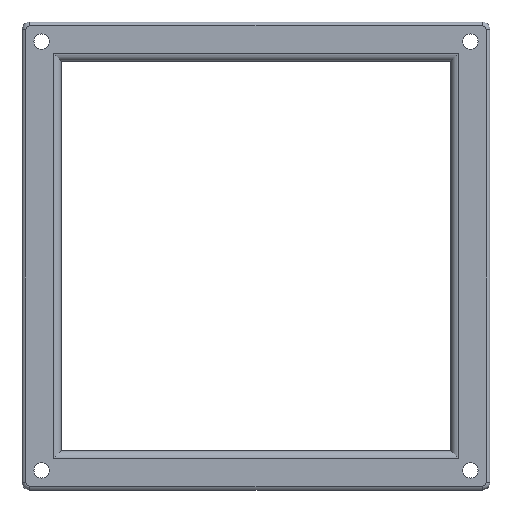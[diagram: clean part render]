
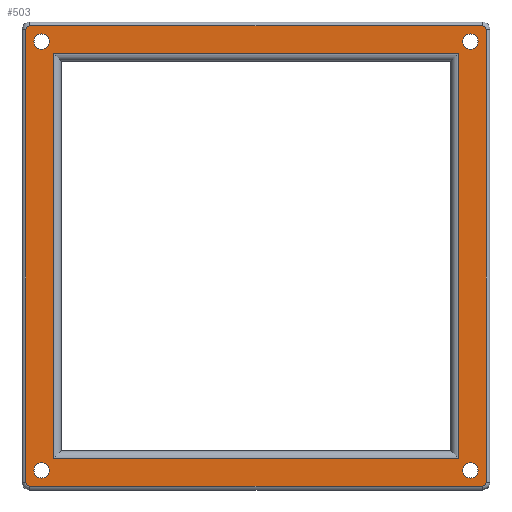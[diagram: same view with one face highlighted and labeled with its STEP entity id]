
A CAD part, top view. The second image highlights one B-rep face of the part: STEP entity #503.
In plain terms, the highlighted planar face has unit normal (0, 0, 1).
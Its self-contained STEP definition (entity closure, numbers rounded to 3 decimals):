
#19=FACE_BOUND('',#104,.T.);
#20=FACE_BOUND('',#105,.T.);
#21=FACE_BOUND('',#106,.T.);
#22=FACE_BOUND('',#107,.T.);
#23=FACE_BOUND('',#108,.T.);
#29=CIRCLE('',#540,1.);
#30=CIRCLE('',#541,1.);
#31=CIRCLE('',#542,1.);
#32=CIRCLE('',#543,1.);
#33=CIRCLE('',#544,1.95);
#34=CIRCLE('',#545,1.95);
#35=CIRCLE('',#546,1.95);
#36=CIRCLE('',#547,1.95);
#59=PLANE('',#539);
#73=FACE_OUTER_BOUND('',#103,.T.);
#103=EDGE_LOOP('',(#361,#362,#363,#364,#365,#366,#367,#368));
#104=EDGE_LOOP('',(#369));
#105=EDGE_LOOP('',(#370));
#106=EDGE_LOOP('',(#371));
#107=EDGE_LOOP('',(#372));
#108=EDGE_LOOP('',(#373,#374,#375,#376));
#141=LINE('',#749,#181);
#143=LINE('',#757,#183);
#145=LINE('',#763,#185);
#148=LINE('',#769,#188);
#154=LINE('',#783,#194);
#155=LINE('',#787,#195);
#156=LINE('',#791,#196);
#157=LINE('',#795,#197);
#181=VECTOR('',#591,10.);
#183=VECTOR('',#599,10.);
#185=VECTOR('',#605,10.);
#188=VECTOR('',#612,10.);
#194=VECTOR('',#624,10.);
#195=VECTOR('',#627,10.);
#196=VECTOR('',#630,10.);
#197=VECTOR('',#633,10.);
#221=VERTEX_POINT('',#747);
#222=VERTEX_POINT('',#748);
#225=VERTEX_POINT('',#756);
#227=VERTEX_POINT('',#762);
#232=VERTEX_POINT('',#781);
#233=VERTEX_POINT('',#782);
#234=VERTEX_POINT('',#784);
#235=VERTEX_POINT('',#786);
#236=VERTEX_POINT('',#788);
#237=VERTEX_POINT('',#790);
#238=VERTEX_POINT('',#792);
#239=VERTEX_POINT('',#794);
#240=VERTEX_POINT('',#797);
#241=VERTEX_POINT('',#799);
#242=VERTEX_POINT('',#801);
#243=VERTEX_POINT('',#803);
#265=EDGE_CURVE('',#221,#222,#141,.T.);
#269=EDGE_CURVE('',#222,#225,#143,.T.);
#272=EDGE_CURVE('',#225,#227,#145,.T.);
#276=EDGE_CURVE('',#227,#221,#148,.T.);
#282=EDGE_CURVE('',#232,#233,#154,.T.);
#283=EDGE_CURVE('',#234,#232,#29,.T.);
#284=EDGE_CURVE('',#235,#234,#155,.T.);
#285=EDGE_CURVE('',#236,#235,#30,.T.);
#286=EDGE_CURVE('',#237,#236,#156,.T.);
#287=EDGE_CURVE('',#238,#237,#31,.T.);
#288=EDGE_CURVE('',#239,#238,#157,.T.);
#289=EDGE_CURVE('',#233,#239,#32,.T.);
#290=EDGE_CURVE('',#240,#240,#33,.T.);
#291=EDGE_CURVE('',#241,#241,#34,.T.);
#292=EDGE_CURVE('',#242,#242,#35,.T.);
#293=EDGE_CURVE('',#243,#243,#36,.T.);
#361=ORIENTED_EDGE('',*,*,#282,.F.);
#362=ORIENTED_EDGE('',*,*,#283,.F.);
#363=ORIENTED_EDGE('',*,*,#284,.F.);
#364=ORIENTED_EDGE('',*,*,#285,.F.);
#365=ORIENTED_EDGE('',*,*,#286,.F.);
#366=ORIENTED_EDGE('',*,*,#287,.F.);
#367=ORIENTED_EDGE('',*,*,#288,.F.);
#368=ORIENTED_EDGE('',*,*,#289,.F.);
#369=ORIENTED_EDGE('',*,*,#290,.T.);
#370=ORIENTED_EDGE('',*,*,#291,.T.);
#371=ORIENTED_EDGE('',*,*,#292,.T.);
#372=ORIENTED_EDGE('',*,*,#293,.T.);
#373=ORIENTED_EDGE('',*,*,#265,.F.);
#374=ORIENTED_EDGE('',*,*,#276,.F.);
#375=ORIENTED_EDGE('',*,*,#272,.F.);
#376=ORIENTED_EDGE('',*,*,#269,.F.);
#503=ADVANCED_FACE('',(#73,#19,#20,#21,#22,#23),#59,.T.);
#539=AXIS2_PLACEMENT_3D('',#780,#622,#623);
#540=AXIS2_PLACEMENT_3D('',#785,#625,#626);
#541=AXIS2_PLACEMENT_3D('',#789,#628,#629);
#542=AXIS2_PLACEMENT_3D('',#793,#631,#632);
#543=AXIS2_PLACEMENT_3D('',#796,#634,#635);
#544=AXIS2_PLACEMENT_3D('',#798,#636,#637);
#545=AXIS2_PLACEMENT_3D('',#800,#638,#639);
#546=AXIS2_PLACEMENT_3D('',#802,#640,#641);
#547=AXIS2_PLACEMENT_3D('',#804,#642,#643);
#591=DIRECTION('',(0.,1.,0.));
#599=DIRECTION('',(-1.,0.,0.));
#605=DIRECTION('',(0.,-1.,0.));
#612=DIRECTION('',(1.,0.,0.));
#622=DIRECTION('center_axis',(0.,0.,1.));
#623=DIRECTION('ref_axis',(-1.,0.,0.));
#624=DIRECTION('',(0.,-1.,0.));
#625=DIRECTION('center_axis',(0.,0.,-1.));
#626=DIRECTION('ref_axis',(0.707,0.707,0.));
#627=DIRECTION('',(1.,0.,0.));
#628=DIRECTION('center_axis',(0.,0.,-1.));
#629=DIRECTION('ref_axis',(-0.707,0.707,0.));
#630=DIRECTION('',(0.,1.,0.));
#631=DIRECTION('center_axis',(0.,0.,-1.));
#632=DIRECTION('ref_axis',(-0.707,-0.707,0.));
#633=DIRECTION('',(-1.,0.,0.));
#634=DIRECTION('center_axis',(0.,0.,-1.));
#635=DIRECTION('ref_axis',(0.707,-0.707,0.));
#636=DIRECTION('center_axis',(0.,0.,-1.));
#637=DIRECTION('ref_axis',(-1.,0.,0.));
#638=DIRECTION('center_axis',(0.,0.,-1.));
#639=DIRECTION('ref_axis',(-1.,0.,0.));
#640=DIRECTION('center_axis',(0.,0.,-1.));
#641=DIRECTION('ref_axis',(-1.,0.,0.));
#642=DIRECTION('center_axis',(0.,0.,-1.));
#643=DIRECTION('ref_axis',(-1.,0.,0.));
#747=CARTESIAN_POINT('',(101.55,-101.55,10.4));
#748=CARTESIAN_POINT('',(101.55,2.,10.4));
#749=CARTESIAN_POINT('',(101.55,-24.888,10.4));
#756=CARTESIAN_POINT('',(-2.,2.,10.4));
#757=CARTESIAN_POINT('',(24.888,2.,10.4));
#762=CARTESIAN_POINT('',(-2.,-101.55,10.4));
#763=CARTESIAN_POINT('',(-2.,-74.663,10.4));
#769=CARTESIAN_POINT('',(74.663,-101.55,10.4));
#780=CARTESIAN_POINT('Origin',(49.775,-49.775,10.4));
#781=CARTESIAN_POINT('',(108.55,8.,10.4));
#782=CARTESIAN_POINT('',(108.55,-107.55,10.4));
#783=CARTESIAN_POINT('',(108.55,-79.663,10.4));
#784=CARTESIAN_POINT('',(107.55,9.,10.4));
#785=CARTESIAN_POINT('Origin',(107.55,8.,10.4));
#786=CARTESIAN_POINT('',(-8.,9.,10.4));
#787=CARTESIAN_POINT('',(79.663,9.,10.4));
#788=CARTESIAN_POINT('',(-9.,8.,10.4));
#789=CARTESIAN_POINT('Origin',(-8.,8.,10.4));
#790=CARTESIAN_POINT('',(-9.,-107.55,10.4));
#791=CARTESIAN_POINT('',(-9.,-19.888,10.4));
#792=CARTESIAN_POINT('',(-8.,-108.55,10.4));
#793=CARTESIAN_POINT('Origin',(-8.,-107.55,10.4));
#794=CARTESIAN_POINT('',(107.55,-108.55,10.4));
#795=CARTESIAN_POINT('',(19.888,-108.55,10.4));
#796=CARTESIAN_POINT('Origin',(107.55,-107.55,10.4));
#797=CARTESIAN_POINT('',(106.5,5.,10.4));
#798=CARTESIAN_POINT('Origin',(104.55,5.,10.4));
#799=CARTESIAN_POINT('',(106.5,-104.55,10.4));
#800=CARTESIAN_POINT('Origin',(104.55,-104.55,10.4));
#801=CARTESIAN_POINT('',(-3.05,5.,10.4));
#802=CARTESIAN_POINT('Origin',(-5.,5.,10.4));
#803=CARTESIAN_POINT('',(-3.05,-104.55,10.4));
#804=CARTESIAN_POINT('Origin',(-5.,-104.55,10.4));
